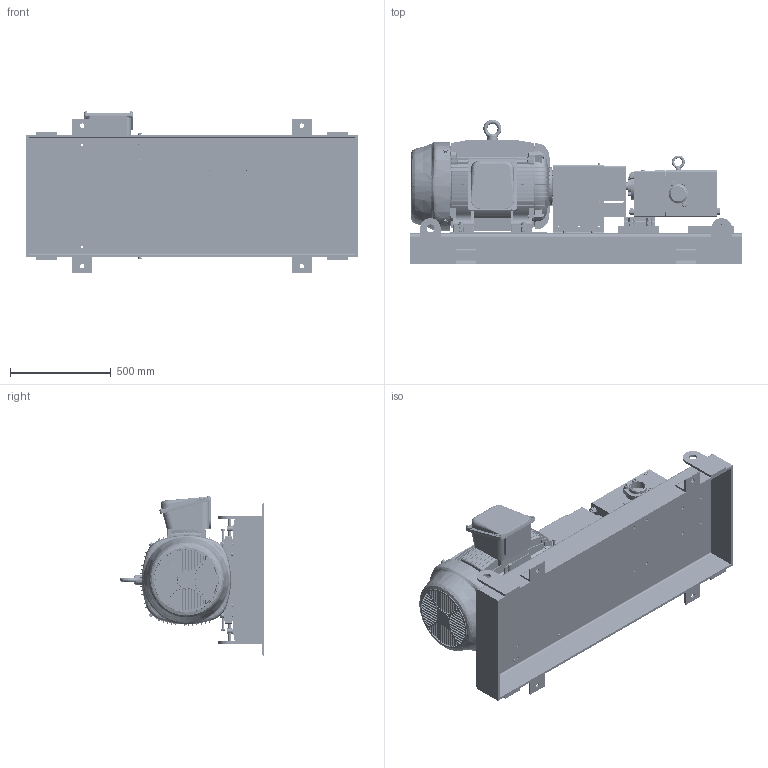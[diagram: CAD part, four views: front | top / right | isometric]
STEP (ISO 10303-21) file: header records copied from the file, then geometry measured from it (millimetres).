
FILE_DESCRIPTION (( 'STEP AP214' ), '1' );
FILE_NAME ('GPV-1440-033-U.STEP', '2019-10-08T21:40:26', ( '' ), ( '' ), 'SwSTEP 2.0', 'SolidWorks 2018', '' );
FILE_SCHEMA (( 'AUTOMOTIVE_DESIGN' ));
Length unit declared in the file: inch
Products named in the file (1): GPV-1440-033-U
Bounding box: 1651 x 718.35 x 801.13 mm (x, y, z)
Volume: 163228880.6 mm3; surface area: 9684459.8 mm2
Topology: 136 solids, 136 shells, 8507 faces, 21608 edges, 13722 vertices
Faces by surface type: plane 4178, cylinder 2226, cone 1167, bspline 819, torus 107, sphere 10
Entity records: 356935 total; most frequent: CARTESIAN_POINT 129396, ORIENTED_EDGE 43160, DIRECTION 39010, EDGE_CURVE 21580, VERTEX_POINT 13722, AXIS2_PLACEMENT_3D 13622, LINE 11766, VECTOR 11766
